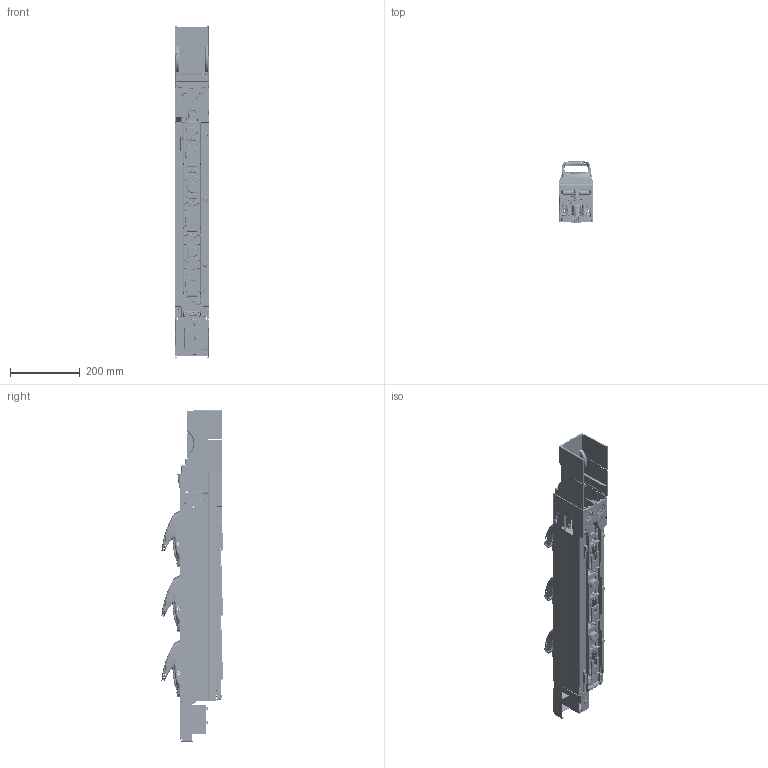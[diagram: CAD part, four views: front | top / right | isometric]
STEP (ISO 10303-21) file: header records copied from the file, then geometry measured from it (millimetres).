
FILE_DESCRIPTION((''),'2;1');
FILE_NAME('ZLBM3-1P-M12-EFM','2021-08-10T11:08:58',('FIKASAV3'),(''),'CREO PARAMETRIC BY PTC INC, 2020184','CREO PARAMETRIC BY PTC INC, 2020184','');
FILE_SCHEMA(('AUTOMOTIVE_DESIGN { 1 0 10303 214 1 1 1 1 }'));
Products named in the file (1): ZLBM3-1P-M12-EFM
Bounding box: 100.07 x 174.85 x 949.9 mm (x, y, z)
Volume: 4396685.8 mm3; surface area: 7801282994.7 mm2
Topology: 1 solids, 740 shells, 9258 faces, 54288 edges, 44408 vertices
Faces by surface type: plane 5044, cylinder 2416, bspline 684, torus 504, cone 445, sphere 111, extrusion 54
Entity records: 892029 total; most frequent: CARTESIAN_POINT 426186, ORIENTED_EDGE 70194, DIRECTION 65702, EDGE_CURVE 54174, VERTEX_POINT 44407, VECTOR 30529, LINE 30475, AXIS2_PLACEMENT_3D 17585
